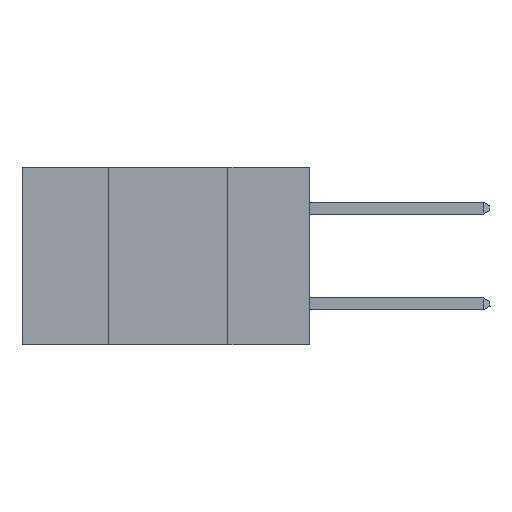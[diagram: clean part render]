
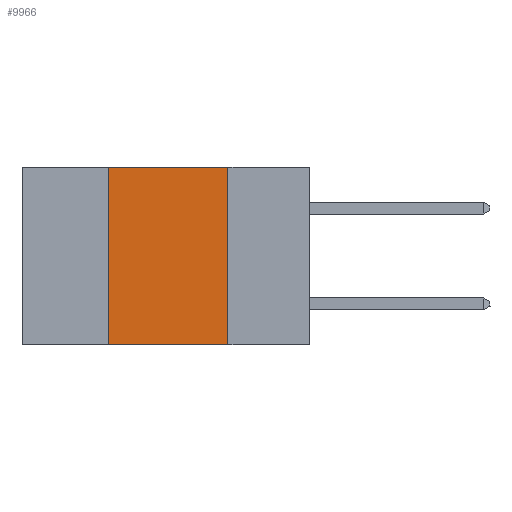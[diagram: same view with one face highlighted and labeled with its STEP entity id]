
A CAD part, left-side view. The second image highlights one B-rep face of the part: STEP entity #9966.
In plain terms, the highlighted planar face has unit normal (-1, 0, 0).
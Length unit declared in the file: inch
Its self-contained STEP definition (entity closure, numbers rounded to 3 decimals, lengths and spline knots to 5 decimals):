
#146 = CARTESIAN_POINT ( 'NONE',  ( 0., 0.17, 0. ) ) ;
#537 = ORIENTED_EDGE ( 'NONE', *, *, #5187, .F. ) ;
#830 = VECTOR ( 'NONE', #10598, 39.37008 ) ;
#981 = LINE ( 'NONE', #13019, #830 ) ;
#1205 = CARTESIAN_POINT ( 'NONE',  ( 0., 0.6, -0.37 ) ) ;
#1301 = VECTOR ( 'NONE', #9735, 39.37008 ) ;
#1302 = CARTESIAN_POINT ( 'NONE',  ( 0., 0.17, 0. ) ) ;
#1395 = DIRECTION ( 'NONE',  ( 0., -1., 0. ) ) ;
#1587 = VERTEX_POINT ( 'NONE', #5644 ) ;
#1703 = EDGE_CURVE ( 'NONE', #1587, #13927, #981, .T. ) ;
#2132 = EDGE_CURVE ( 'NONE', #1587, #10642, #4703, .T. ) ;
#2622 = LINE ( 'NONE', #1302, #1301 ) ;
#3039 = PLANE ( 'NONE',  #4321 ) ;
#3878 = LINE ( 'NONE', #12031, #6453 ) ;
#4133 = CARTESIAN_POINT ( 'NONE',  ( 0., 0.6, 0. ) ) ;
#4321 = AXIS2_PLACEMENT_3D ( 'NONE', #4133, #14909, #12276 ) ;
#4703 = LINE ( 'NONE', #1205, #15200 ) ;
#5187 = EDGE_CURVE ( 'NONE', #13927, #12804, #3878, .T. ) ;
#5644 = CARTESIAN_POINT ( 'NONE',  ( 0., 0.42, -0.37 ) ) ;
#6453 = VECTOR ( 'NONE', #1395, 39.37008 ) ;
#6729 = CARTESIAN_POINT ( 'NONE',  ( 0., 0.17, -0.37 ) ) ;
#6755 = CARTESIAN_POINT ( 'NONE',  ( 0., 0.42, 0. ) ) ;
#6798 = ORIENTED_EDGE ( 'NONE', *, *, #6886, .F. ) ;
#6886 = EDGE_CURVE ( 'NONE', #12804, #10642, #2622, .T. ) ;
#7097 = DIRECTION ( 'NONE',  ( 0., -1., 0. ) ) ;
#7136 = ORIENTED_EDGE ( 'NONE', *, *, #2132, .T. ) ;
#7222 = ORIENTED_EDGE ( 'NONE', *, *, #1703, .F. ) ;
#8914 = FACE_OUTER_BOUND ( 'NONE', #14072, .T. ) ;
#9735 = DIRECTION ( 'NONE',  ( 0., 0., -1. ) ) ;
#9966 = ADVANCED_FACE ( 'NONE', ( #8914 ), #3039, .F. ) ;
#10598 = DIRECTION ( 'NONE',  ( 0., 0., 1. ) ) ;
#10642 = VERTEX_POINT ( 'NONE', #6729 ) ;
#12031 = CARTESIAN_POINT ( 'NONE',  ( 0., 0.6, 0. ) ) ;
#12276 = DIRECTION ( 'NONE',  ( 0., 0., -1. ) ) ;
#12804 = VERTEX_POINT ( 'NONE', #146 ) ;
#13019 = CARTESIAN_POINT ( 'NONE',  ( 0., 0.42, 0. ) ) ;
#13927 = VERTEX_POINT ( 'NONE', #6755 ) ;
#14072 = EDGE_LOOP ( 'NONE', ( #6798, #537, #7222, #7136 ) ) ;
#14909 = DIRECTION ( 'NONE',  ( 1., 0., 0. ) ) ;
#15200 = VECTOR ( 'NONE', #7097, 39.37008 ) ;
